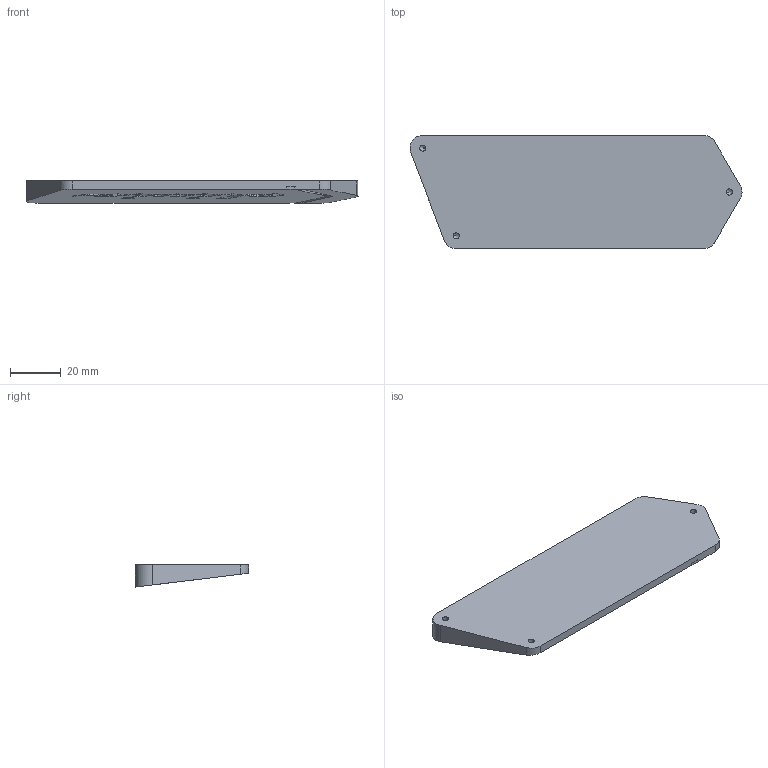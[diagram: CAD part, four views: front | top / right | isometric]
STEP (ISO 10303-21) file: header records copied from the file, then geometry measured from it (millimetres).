
FILE_DESCRIPTION (( 'STEP AP214' ), '1' );
FILE_NAME ('衵忒饜笭.STEP', '2020-03-06T08:21:40', ( '' ), ( '' ), 'SwSTEP 2.0', 'SolidWorks 2018', '' );
FILE_SCHEMA (( 'AUTOMOTIVE_DESIGN' ));
Length unit declared in the file: millimetre
Products named in the file (1): 衵忒饜笭
Bounding box: 130.43 x 44.43 x 8.7 mm (x, y, z)
Volume: 30944.7 mm3; surface area: 12943.1 mm2
Topology: 1 solids, 1 shells, 237 faces, 685 edges, 451 vertices
Faces by surface type: bspline 179, plane 40, cylinder 12, cone 6
Entity records: 8753 total; most frequent: CARTESIAN_POINT 3759, ORIENTED_EDGE 1358, EDGE_CURVE 679, DIRECTION 461, VERTEX_POINT 451, B_SPLINE_CURVE_WITH_KNOTS 353, LINE 295, VECTOR 295
